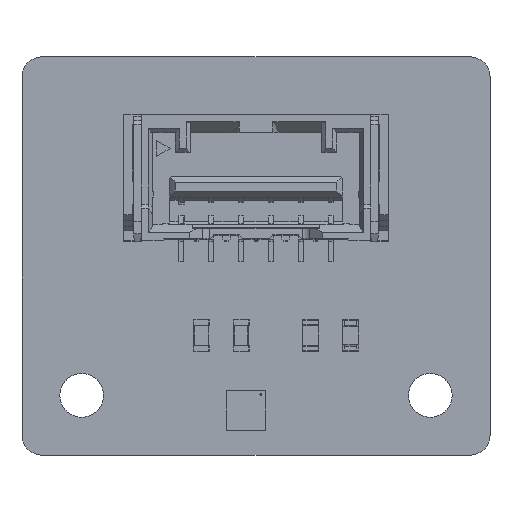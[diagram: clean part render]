
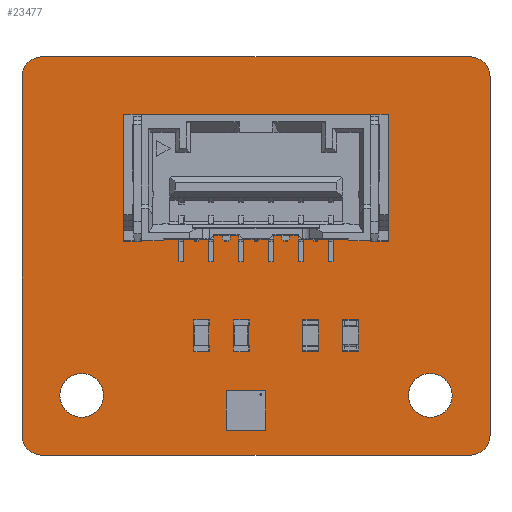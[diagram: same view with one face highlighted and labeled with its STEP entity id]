
A CAD part, top view. The second image highlights one B-rep face of the part: STEP entity #23477.
In plain terms, the highlighted planar face has unit normal (0, 0, 1).
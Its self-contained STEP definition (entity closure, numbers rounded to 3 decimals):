
#23306 = VERTEX_POINT('',#23307);
#23307 = CARTESIAN_POINT('',(147.,-85.5,1.6));
#23313 = EDGE_CURVE('',#23306,#23314,#23316,.T.);
#23314 = VERTEX_POINT('',#23315);
#23315 = CARTESIAN_POINT('',(148.,-86.5,1.6));
#23316 = CIRCLE('',#23317,1.);
#23317 = AXIS2_PLACEMENT_3D('',#23318,#23319,#23320);
#23318 = CARTESIAN_POINT('',(147.,-86.5,1.6));
#23319 = DIRECTION('',(0.,0.,-1.));
#23320 = DIRECTION('',(0.,1.,0.));
#23348 = VERTEX_POINT('',#23349);
#23349 = CARTESIAN_POINT('',(125.5,-85.5,1.6));
#23355 = EDGE_CURVE('',#23348,#23306,#23356,.T.);
#23356 = LINE('',#23357,#23358);
#23357 = CARTESIAN_POINT('',(125.5,-85.5,1.6));
#23358 = VECTOR('',#23359,1.);
#23359 = DIRECTION('',(1.,0.,0.));
#23377 = EDGE_CURVE('',#23314,#23378,#23380,.T.);
#23378 = VERTEX_POINT('',#23379);
#23379 = CARTESIAN_POINT('',(148.,-104.5,1.6));
#23380 = LINE('',#23381,#23382);
#23381 = CARTESIAN_POINT('',(148.,-86.5,1.6));
#23382 = VECTOR('',#23383,1.);
#23383 = DIRECTION('',(0.,-1.,0.));
#23477 = ADVANCED_FACE('',(#23478,#23524,#23535),#23546,.F.);
#23478 = FACE_BOUND('',#23479,.F.);
#23479 = EDGE_LOOP('',(#23480,#23481,#23482,#23491,#23499,#23508,#23516,
    #23523));
#23480 = ORIENTED_EDGE('',*,*,#23313,.T.);
#23481 = ORIENTED_EDGE('',*,*,#23377,.T.);
#23482 = ORIENTED_EDGE('',*,*,#23483,.T.);
#23483 = EDGE_CURVE('',#23378,#23484,#23486,.T.);
#23484 = VERTEX_POINT('',#23485);
#23485 = CARTESIAN_POINT('',(147.,-105.5,1.6));
#23486 = CIRCLE('',#23487,1.);
#23487 = AXIS2_PLACEMENT_3D('',#23488,#23489,#23490);
#23488 = CARTESIAN_POINT('',(147.,-104.5,1.6));
#23489 = DIRECTION('',(0.,0.,-1.));
#23490 = DIRECTION('',(1.,0.,0.));
#23491 = ORIENTED_EDGE('',*,*,#23492,.T.);
#23492 = EDGE_CURVE('',#23484,#23493,#23495,.T.);
#23493 = VERTEX_POINT('',#23494);
#23494 = CARTESIAN_POINT('',(125.5,-105.5,1.6));
#23495 = LINE('',#23496,#23497);
#23496 = CARTESIAN_POINT('',(147.,-105.5,1.6));
#23497 = VECTOR('',#23498,1.);
#23498 = DIRECTION('',(-1.,0.,0.));
#23499 = ORIENTED_EDGE('',*,*,#23500,.T.);
#23500 = EDGE_CURVE('',#23493,#23501,#23503,.T.);
#23501 = VERTEX_POINT('',#23502);
#23502 = CARTESIAN_POINT('',(124.5,-104.5,1.6));
#23503 = CIRCLE('',#23504,1.);
#23504 = AXIS2_PLACEMENT_3D('',#23505,#23506,#23507);
#23505 = CARTESIAN_POINT('',(125.5,-104.5,1.6));
#23506 = DIRECTION('',(0.,0.,-1.));
#23507 = DIRECTION('',(0.,-1.,0.));
#23508 = ORIENTED_EDGE('',*,*,#23509,.T.);
#23509 = EDGE_CURVE('',#23501,#23510,#23512,.T.);
#23510 = VERTEX_POINT('',#23511);
#23511 = CARTESIAN_POINT('',(124.5,-86.5,1.6));
#23512 = LINE('',#23513,#23514);
#23513 = CARTESIAN_POINT('',(124.5,-104.5,1.6));
#23514 = VECTOR('',#23515,1.);
#23515 = DIRECTION('',(0.,1.,0.));
#23516 = ORIENTED_EDGE('',*,*,#23517,.T.);
#23517 = EDGE_CURVE('',#23510,#23348,#23518,.T.);
#23518 = CIRCLE('',#23519,1.);
#23519 = AXIS2_PLACEMENT_3D('',#23520,#23521,#23522);
#23520 = CARTESIAN_POINT('',(125.5,-86.5,1.6));
#23521 = DIRECTION('',(0.,0.,-1.));
#23522 = DIRECTION('',(-1.,0.,-0.));
#23523 = ORIENTED_EDGE('',*,*,#23355,.T.);
#23524 = FACE_BOUND('',#23525,.F.);
#23525 = EDGE_LOOP('',(#23526));
#23526 = ORIENTED_EDGE('',*,*,#23527,.F.);
#23527 = EDGE_CURVE('',#23528,#23528,#23530,.T.);
#23528 = VERTEX_POINT('',#23529);
#23529 = CARTESIAN_POINT('',(145.,-103.6,1.6));
#23530 = CIRCLE('',#23531,1.1);
#23531 = AXIS2_PLACEMENT_3D('',#23532,#23533,#23534);
#23532 = CARTESIAN_POINT('',(145.,-102.5,1.6));
#23533 = DIRECTION('',(-0.,0.,-1.));
#23534 = DIRECTION('',(-0.,-1.,0.));
#23535 = FACE_BOUND('',#23536,.F.);
#23536 = EDGE_LOOP('',(#23537));
#23537 = ORIENTED_EDGE('',*,*,#23538,.F.);
#23538 = EDGE_CURVE('',#23539,#23539,#23541,.T.);
#23539 = VERTEX_POINT('',#23540);
#23540 = CARTESIAN_POINT('',(127.5,-103.6,1.6));
#23541 = CIRCLE('',#23542,1.1);
#23542 = AXIS2_PLACEMENT_3D('',#23543,#23544,#23545);
#23543 = CARTESIAN_POINT('',(127.5,-102.5,1.6));
#23544 = DIRECTION('',(-0.,0.,-1.));
#23545 = DIRECTION('',(-0.,-1.,0.));
#23546 = PLANE('',#23547);
#23547 = AXIS2_PLACEMENT_3D('',#23548,#23549,#23550);
#23548 = CARTESIAN_POINT('',(136.25,-95.5,1.6));
#23549 = DIRECTION('',(-0.,-0.,-1.));
#23550 = DIRECTION('',(-1.,0.,0.));
